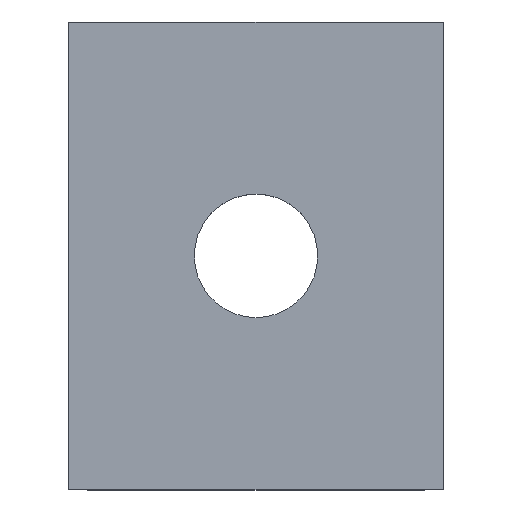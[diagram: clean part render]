
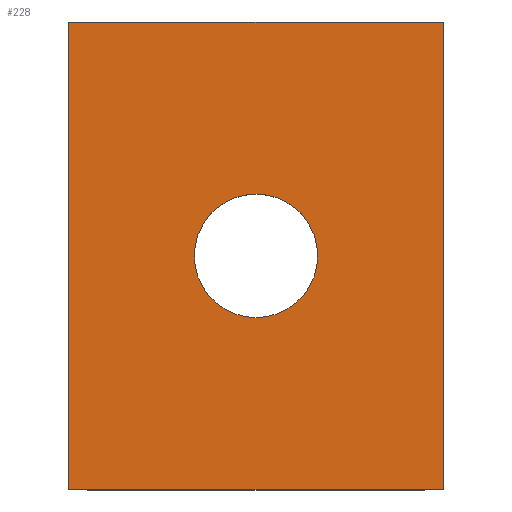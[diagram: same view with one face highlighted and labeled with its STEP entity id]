
A CAD part, top view. The second image highlights one B-rep face of the part: STEP entity #228.
In plain terms, the highlighted planar face has unit normal (0, 0, 1).
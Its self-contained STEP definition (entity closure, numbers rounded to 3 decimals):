
#106=EDGE_CURVE('',#156,#126,#275,.T.);
#118=EDGE_CURVE('',#144,#126,#287,.T.);
#126=VERTEX_POINT('',#297);
#132=EDGE_CURVE('',#178,#144,#303,.T.);
#144=VERTEX_POINT('',#316);
#152=EDGE_CURVE('',#156,#178,#325,.T.);
#156=VERTEX_POINT('',#329);
#160=EDGE_CURVE('',#250,#162,#334,.T.);
#162=VERTEX_POINT('',#336);
#176=EDGE_CURVE('',#162,#250,#351,.T.);
#178=VERTEX_POINT('',#353);
#228=ADVANCED_FACE('',(#408,#409),#410,.T.);
#250=VERTEX_POINT('',#436);
#275=LINE('',#452,#453);
#287=LINE('',#471,#472);
#297=CARTESIAN_POINT('',(10.0,-12.5,5.5));
#303=LINE('',#492,#493);
#316=CARTESIAN_POINT('',(-10.0,-12.5,5.5));
#325=LINE('',#521,#522);
#329=CARTESIAN_POINT('',(10.0,12.5,5.5));
#334=CIRCLE('',#534,3.3);
#336=CARTESIAN_POINT('',(3.3,0.,5.5));
#351=CIRCLE('',#559,3.3);
#353=CARTESIAN_POINT('',(-10.0,12.5,5.5));
#408=FACE_BOUND('',#641,.T.);
#409=FACE_OUTER_BOUND('',#642,.T.);
#410=PLANE('',#643);
#436=CARTESIAN_POINT('',(-3.3,0.0,5.5));
#452=CARTESIAN_POINT('',(10.0,12.5,5.5));
#453=VECTOR('',#685,1.0);
#471=CARTESIAN_POINT('',(10.0,-12.5,5.5));
#472=VECTOR('',#690,1.0);
#492=CARTESIAN_POINT('',(-10.0,12.5,5.5));
#493=VECTOR('',#705,1.0);
#521=CARTESIAN_POINT('',(10.0,12.5,5.5));
#522=VECTOR('',#731,1.0);
#534=AXIS2_PLACEMENT_3D('',#741,#742,#743);
#559=AXIS2_PLACEMENT_3D('',#758,#759,#760);
#641=EDGE_LOOP('',(#818,#819));
#642=EDGE_LOOP('',(#820,#821,#822,#823));
#643=AXIS2_PLACEMENT_3D('',#824,#825,#826);
#685=DIRECTION('',(0.0,-1.0,0.0));
#690=DIRECTION('',(1.0,0.0,0.0));
#705=DIRECTION('',(0.0,-1.0,0.0));
#731=DIRECTION('',(-1.0,0.0,0.0));
#741=CARTESIAN_POINT('',(0.0,0.0,5.5));
#742=DIRECTION('',(0.0,0.0,-1.0));
#743=DIRECTION('',(1.0,0.0,0.0));
#758=CARTESIAN_POINT('',(0.0,0.0,5.5));
#759=DIRECTION('',(0.0,0.0,-1.0));
#760=DIRECTION('',(1.0,0.0,0.0));
#818=ORIENTED_EDGE('',*,*,#160,.T.);
#819=ORIENTED_EDGE('',*,*,#176,.T.);
#820=ORIENTED_EDGE('',*,*,#118,.T.);
#821=ORIENTED_EDGE('',*,*,#106,.F.);
#822=ORIENTED_EDGE('',*,*,#152,.T.);
#823=ORIENTED_EDGE('',*,*,#132,.T.);
#824=CARTESIAN_POINT('',(-10.0,12.5,5.5));
#825=DIRECTION('',(0.0,0.0,1.0));
#826=DIRECTION('',(0.0,-1.0,0.0));
